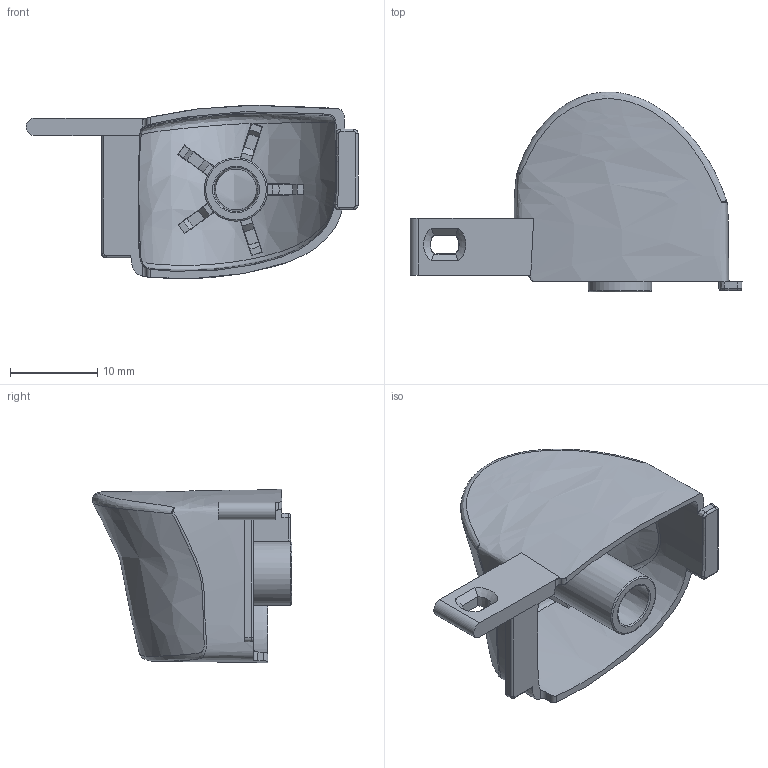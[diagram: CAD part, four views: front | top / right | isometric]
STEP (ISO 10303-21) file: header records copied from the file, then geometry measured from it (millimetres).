
FILE_DESCRIPTION(/* description */ (''),/* implementation_level */ '2;1');
FILE_NAME(/* name */ 'HHL Ergo Trigger R.step',/* time_stamp */ '2024-03-06T12:52:42-08:00',/* author */ (''),/* organization */ (''),/* preprocessor_version */ 'ST-DEVELOPER v20',/* originating_system */ 'Autodesk Translation Framework v12.20.1.177',/* authorisation */ '');
FILE_SCHEMA (('AUTOMOTIVE_DESIGN { 1 0 10303 214 3 1 1 }'));
Length unit declared in the file: millimetre
Products named in the file (2): Trigger Ergonomics; Trigger R OG
Assembly tree (1 placements, depth 2):
  Trigger Ergonomics
    Trigger R OG
Bounding box: 38.02 x 22.86 x 19.86 mm (x, y, z)
Volume: 2045.3 mm3; surface area: 4138.8 mm2
Topology: 1 solids, 1 shells, 114 faces, 352 edges, 232 vertices
Faces by surface type: plane 46, bspline 27, cone 25, cylinder 14, torus 2
Full cylindrical faces by diameter (mm): 7.25 x1
Entity records: 9927 total; most frequent: CARTESIAN_POINT 7217, ORIENTED_EDGE 686, DIRECTION 407, EDGE_CURVE 343, VERTEX_POINT 232, AXIS2_PLACEMENT_3D 165, B_SPLINE_CURVE_WITH_KNOTS 137, EDGE_LOOP 117
